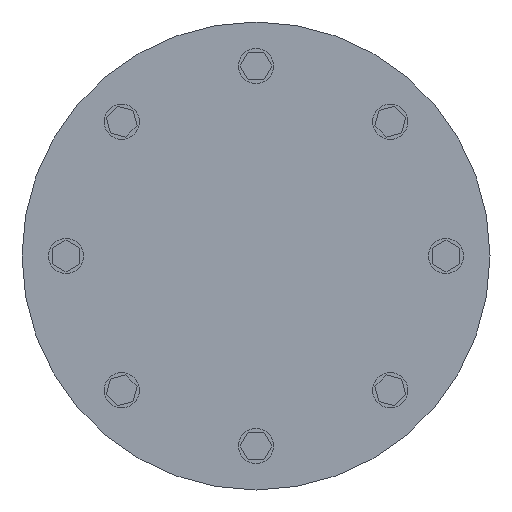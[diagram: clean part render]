
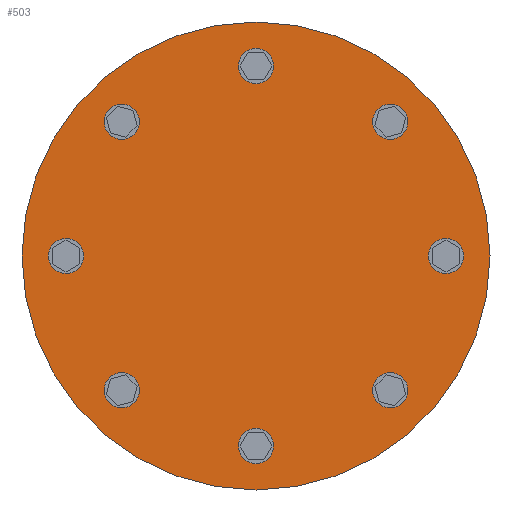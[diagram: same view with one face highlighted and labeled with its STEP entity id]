
A CAD part, left-side view. The second image highlights one B-rep face of the part: STEP entity #503.
In plain terms, the highlighted planar face has unit normal (-1, 0, 0).
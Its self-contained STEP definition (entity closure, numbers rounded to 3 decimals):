
#503 = ADVANCED_FACE( '', ( #1123, #1124, #1125, #1126, #1127, #1128, #1129, #1130, #1131 ), #1132, .F. );
#1123 = FACE_OUTER_BOUND( '', #1838, .T. );
#1124 = FACE_BOUND( '', #1839, .T. );
#1125 = FACE_BOUND( '', #1840, .T. );
#1126 = FACE_BOUND( '', #1841, .T. );
#1127 = FACE_BOUND( '', #1842, .T. );
#1128 = FACE_BOUND( '', #1843, .T. );
#1129 = FACE_BOUND( '', #1844, .T. );
#1130 = FACE_BOUND( '', #1845, .T. );
#1131 = FACE_BOUND( '', #1846, .T. );
#1132 = PLANE( '', #1847 );
#1838 = EDGE_LOOP( '', ( #3143 ) );
#1839 = EDGE_LOOP( '', ( #3144 ) );
#1840 = EDGE_LOOP( '', ( #3145 ) );
#1841 = EDGE_LOOP( '', ( #3146 ) );
#1842 = EDGE_LOOP( '', ( #3147 ) );
#1843 = EDGE_LOOP( '', ( #3148 ) );
#1844 = EDGE_LOOP( '', ( #3149 ) );
#1845 = EDGE_LOOP( '', ( #3150 ) );
#1846 = EDGE_LOOP( '', ( #3151 ) );
#1847 = AXIS2_PLACEMENT_3D( '', #3152, #3153, #3154 );
#3143 = ORIENTED_EDGE( '', *, *, #3888, .F. );
#3144 = ORIENTED_EDGE( '', *, *, #3951, .F. );
#3145 = ORIENTED_EDGE( '', *, *, #3655, .F. );
#3146 = ORIENTED_EDGE( '', *, *, #4038, .F. );
#3147 = ORIENTED_EDGE( '', *, *, #3896, .F. );
#3148 = ORIENTED_EDGE( '', *, *, #4141, .F. );
#3149 = ORIENTED_EDGE( '', *, *, #3843, .F. );
#3150 = ORIENTED_EDGE( '', *, *, #4112, .F. );
#3151 = ORIENTED_EDGE( '', *, *, #4142, .F. );
#3152 = CARTESIAN_POINT( '', ( -100., 0., 0. ) );
#3153 = DIRECTION( '', ( 1., 0., 0. ) );
#3154 = DIRECTION( '', ( 0., 0., -1. ) );
#3655 = EDGE_CURVE( '', #4243, #4243, #4244, .F. );
#3843 = EDGE_CURVE( '', #4559, #4559, #4560, .F. );
#3888 = EDGE_CURVE( '', #4634, #4634, #4635, .T. );
#3896 = EDGE_CURVE( '', #4647, #4647, #4648, .F. );
#3951 = EDGE_CURVE( '', #4738, #4738, #4739, .F. );
#4038 = EDGE_CURVE( '', #4863, #4863, #4864, .F. );
#4112 = EDGE_CURVE( '', #4963, #4963, #4964, .F. );
#4141 = EDGE_CURVE( '', #4998, #4998, #4999, .F. );
#4142 = EDGE_CURVE( '', #5000, #5000, #5001, .F. );
#4243 = VERTEX_POINT( '', #5112 );
#4244 = CIRCLE( '', #5113, 7. );
#4559 = VERTEX_POINT( '', #5548 );
#4560 = CIRCLE( '', #5549, 7. );
#4634 = VERTEX_POINT( '', #5648 );
#4635 = CIRCLE( '', #5649, 93. );
#4647 = VERTEX_POINT( '', #5666 );
#4648 = CIRCLE( '', #5667, 7. );
#4738 = VERTEX_POINT( '', #5781 );
#4739 = CIRCLE( '', #5782, 7. );
#4863 = VERTEX_POINT( '', #5951 );
#4864 = CIRCLE( '', #5952, 7. );
#4963 = VERTEX_POINT( '', #6086 );
#4964 = CIRCLE( '', #6087, 7. );
#4998 = VERTEX_POINT( '', #6135 );
#4999 = CIRCLE( '', #6136, 7. );
#5000 = VERTEX_POINT( '', #6137 );
#5001 = CIRCLE( '', #6138, 7. );
#5112 = CARTESIAN_POINT( '', ( -100., -53.387, 46.387 ) );
#5113 = AXIS2_PLACEMENT_3D( '', #6275, #6276, #6277 );
#5548 = CARTESIAN_POINT( '', ( -100., 0., 68.501 ) );
#5549 = AXIS2_PLACEMENT_3D( '', #6470, #6471, #6472 );
#5648 = CARTESIAN_POINT( '', ( -100., 0., -93. ) );
#5649 = AXIS2_PLACEMENT_3D( '', #6522, #6523, #6524 );
#5666 = CARTESIAN_POINT( '', ( -100., -53.387, -60.387 ) );
#5667 = AXIS2_PLACEMENT_3D( '', #6530, #6531, #6532 );
#5781 = CARTESIAN_POINT( '', ( -100., 75.501, -7. ) );
#5782 = AXIS2_PLACEMENT_3D( '', #6602, #6603, #6604 );
#5951 = CARTESIAN_POINT( '', ( -100., 53.387, -60.387 ) );
#5952 = AXIS2_PLACEMENT_3D( '', #6695, #6696, #6697 );
#6086 = CARTESIAN_POINT( '', ( -100., 0., -82.501 ) );
#6087 = AXIS2_PLACEMENT_3D( '', #6760, #6761, #6762 );
#6135 = CARTESIAN_POINT( '', ( -100., 53.387, 46.387 ) );
#6136 = AXIS2_PLACEMENT_3D( '', #6783, #6784, #6785 );
#6137 = CARTESIAN_POINT( '', ( -100., -75.501, -7. ) );
#6138 = AXIS2_PLACEMENT_3D( '', #6786, #6787, #6788 );
#6275 = CARTESIAN_POINT( '', ( -100., -53.387, 53.387 ) );
#6276 = DIRECTION( '', ( 1., 0., 0. ) );
#6277 = DIRECTION( '', ( 0., 0., -1. ) );
#6470 = CARTESIAN_POINT( '', ( -100., 0., 75.501 ) );
#6471 = DIRECTION( '', ( 1., 0., 0. ) );
#6472 = DIRECTION( '', ( 0., 0., -1. ) );
#6522 = CARTESIAN_POINT( '', ( -100., 0., 0. ) );
#6523 = DIRECTION( '', ( 1., 0., 0. ) );
#6524 = DIRECTION( '', ( 0., 0., -1. ) );
#6530 = CARTESIAN_POINT( '', ( -100., -53.387, -53.387 ) );
#6531 = DIRECTION( '', ( 1., 0., 0. ) );
#6532 = DIRECTION( '', ( 0., 0., -1. ) );
#6602 = CARTESIAN_POINT( '', ( -100., 75.501, 0. ) );
#6603 = DIRECTION( '', ( 1., 0., 0. ) );
#6604 = DIRECTION( '', ( 0., 0., -1. ) );
#6695 = CARTESIAN_POINT( '', ( -100., 53.387, -53.387 ) );
#6696 = DIRECTION( '', ( 1., 0., 0. ) );
#6697 = DIRECTION( '', ( 0., 0., -1. ) );
#6760 = CARTESIAN_POINT( '', ( -100., 0., -75.501 ) );
#6761 = DIRECTION( '', ( 1., 0., 0. ) );
#6762 = DIRECTION( '', ( 0., 0., -1. ) );
#6783 = CARTESIAN_POINT( '', ( -100., 53.387, 53.387 ) );
#6784 = DIRECTION( '', ( 1., 0., 0. ) );
#6785 = DIRECTION( '', ( 0., 0., -1. ) );
#6786 = CARTESIAN_POINT( '', ( -100., -75.501, 0. ) );
#6787 = DIRECTION( '', ( 1., 0., 0. ) );
#6788 = DIRECTION( '', ( 0., 0., -1. ) );
